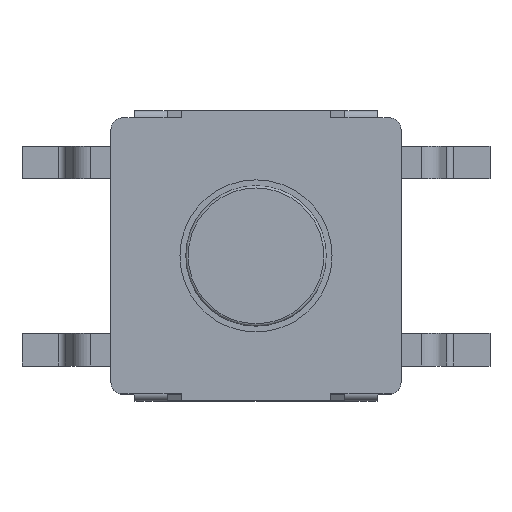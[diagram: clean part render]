
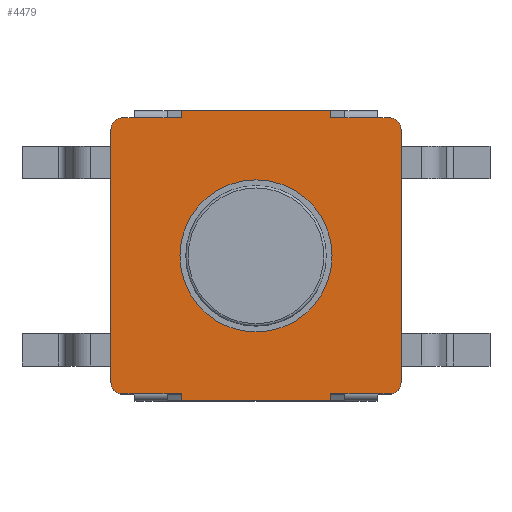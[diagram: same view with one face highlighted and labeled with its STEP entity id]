
A CAD part, top view. The second image highlights one B-rep face of the part: STEP entity #4479.
In plain terms, the highlighted planar face has unit normal (0, 0, 1).
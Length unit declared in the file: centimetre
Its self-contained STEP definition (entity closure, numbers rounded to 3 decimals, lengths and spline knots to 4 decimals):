
#33=FACE_BOUND('',#585,.T.);
#171=CIRCLE('',#4798,0.025);
#172=CIRCLE('',#4799,0.025);
#173=CIRCLE('',#4800,0.025);
#174=CIRCLE('',#4801,0.025);
#175=CIRCLE('',#4802,0.1625);
#326=FACE_OUTER_BOUND('',#584,.T.);
#584=EDGE_LOOP('',(#3286,#3287,#3288,#3289,#3290,#3291,#3292,#3293,#3294,
#3295,#3296,#3297,#3298,#3299,#3300,#3301,#3302,#3303,#3304,#3305,#3306,
#3307,#3308,#3309));
#585=EDGE_LOOP('',(#3310));
#944=LINE('',#6792,#1465);
#947=LINE('',#6798,#1468);
#950=LINE('',#6802,#1471);
#953=LINE('',#6808,#1474);
#954=LINE('',#6812,#1475);
#957=LINE('',#6816,#1478);
#959=LINE('',#6820,#1480);
#960=LINE('',#6823,#1481);
#962=LINE('',#6827,#1483);
#963=LINE('',#6829,#1484);
#964=LINE('',#6831,#1485);
#965=LINE('',#6835,#1486);
#966=LINE('',#6839,#1487);
#967=LINE('',#6840,#1488);
#968=LINE('',#6842,#1489);
#969=LINE('',#6844,#1490);
#970=LINE('',#6848,#1491);
#971=LINE('',#6852,#1492);
#972=LINE('',#6854,#1493);
#973=LINE('',#6855,#1494);
#1465=VECTOR('',#5458,1.);
#1468=VECTOR('',#5463,1.);
#1471=VECTOR('',#5468,1.);
#1474=VECTOR('',#5473,1.);
#1475=VECTOR('',#5476,1.);
#1478=VECTOR('',#5481,1.);
#1480=VECTOR('',#5485,1.);
#1481=VECTOR('',#5488,1.);
#1483=VECTOR('',#5492,1.);
#1484=VECTOR('',#5493,1.);
#1485=VECTOR('',#5494,1.);
#1486=VECTOR('',#5497,1.);
#1487=VECTOR('',#5500,1.);
#1488=VECTOR('',#5501,1.);
#1489=VECTOR('',#5502,1.);
#1490=VECTOR('',#5503,1.);
#1491=VECTOR('',#5506,1.);
#1492=VECTOR('',#5509,1.);
#1493=VECTOR('',#5510,1.);
#1494=VECTOR('',#5511,1.);
#1971=VERTEX_POINT('',#6790);
#1972=VERTEX_POINT('',#6791);
#1973=VERTEX_POINT('',#6796);
#1974=VERTEX_POINT('',#6797);
#1975=VERTEX_POINT('',#6804);
#1976=VERTEX_POINT('',#6806);
#1977=VERTEX_POINT('',#6810);
#1978=VERTEX_POINT('',#6811);
#1979=VERTEX_POINT('',#6818);
#1980=VERTEX_POINT('',#6822);
#1981=VERTEX_POINT('',#6826);
#1982=VERTEX_POINT('',#6828);
#1983=VERTEX_POINT('',#6830);
#1984=VERTEX_POINT('',#6832);
#1985=VERTEX_POINT('',#6834);
#1986=VERTEX_POINT('',#6836);
#1987=VERTEX_POINT('',#6838);
#1988=VERTEX_POINT('',#6841);
#1989=VERTEX_POINT('',#6843);
#1990=VERTEX_POINT('',#6845);
#1991=VERTEX_POINT('',#6847);
#1992=VERTEX_POINT('',#6849);
#1993=VERTEX_POINT('',#6851);
#1994=VERTEX_POINT('',#6853);
#1995=VERTEX_POINT('',#6856);
#2456=EDGE_CURVE('',#1971,#1972,#944,.T.);
#2459=EDGE_CURVE('',#1973,#1974,#947,.T.);
#2462=EDGE_CURVE('',#1974,#1971,#950,.T.);
#2465=EDGE_CURVE('',#1975,#1976,#953,.T.);
#2466=EDGE_CURVE('',#1977,#1978,#954,.T.);
#2469=EDGE_CURVE('',#1976,#1977,#957,.T.);
#2471=EDGE_CURVE('',#1972,#1979,#959,.T.);
#2472=EDGE_CURVE('',#1980,#1973,#960,.T.);
#2474=EDGE_CURVE('',#1981,#1978,#962,.T.);
#2475=EDGE_CURVE('',#1982,#1981,#963,.T.);
#2476=EDGE_CURVE('',#1983,#1982,#964,.T.);
#2477=EDGE_CURVE('',#1984,#1983,#171,.T.);
#2478=EDGE_CURVE('',#1984,#1985,#965,.T.);
#2479=EDGE_CURVE('',#1986,#1985,#172,.T.);
#2480=EDGE_CURVE('',#1986,#1987,#966,.T.);
#2481=EDGE_CURVE('',#1987,#1980,#967,.T.);
#2482=EDGE_CURVE('',#1979,#1988,#968,.T.);
#2483=EDGE_CURVE('',#1988,#1989,#969,.T.);
#2484=EDGE_CURVE('',#1990,#1989,#173,.T.);
#2485=EDGE_CURVE('',#1990,#1991,#970,.T.);
#2486=EDGE_CURVE('',#1992,#1991,#174,.T.);
#2487=EDGE_CURVE('',#1993,#1992,#971,.T.);
#2488=EDGE_CURVE('',#1994,#1993,#972,.T.);
#2489=EDGE_CURVE('',#1975,#1994,#973,.T.);
#2490=EDGE_CURVE('',#1995,#1995,#175,.T.);
#3286=ORIENTED_EDGE('',*,*,#2474,.F.);
#3287=ORIENTED_EDGE('',*,*,#2475,.F.);
#3288=ORIENTED_EDGE('',*,*,#2476,.F.);
#3289=ORIENTED_EDGE('',*,*,#2477,.F.);
#3290=ORIENTED_EDGE('',*,*,#2478,.T.);
#3291=ORIENTED_EDGE('',*,*,#2479,.F.);
#3292=ORIENTED_EDGE('',*,*,#2480,.T.);
#3293=ORIENTED_EDGE('',*,*,#2481,.T.);
#3294=ORIENTED_EDGE('',*,*,#2472,.T.);
#3295=ORIENTED_EDGE('',*,*,#2459,.T.);
#3296=ORIENTED_EDGE('',*,*,#2462,.T.);
#3297=ORIENTED_EDGE('',*,*,#2456,.T.);
#3298=ORIENTED_EDGE('',*,*,#2471,.T.);
#3299=ORIENTED_EDGE('',*,*,#2482,.T.);
#3300=ORIENTED_EDGE('',*,*,#2483,.T.);
#3301=ORIENTED_EDGE('',*,*,#2484,.F.);
#3302=ORIENTED_EDGE('',*,*,#2485,.T.);
#3303=ORIENTED_EDGE('',*,*,#2486,.F.);
#3304=ORIENTED_EDGE('',*,*,#2487,.F.);
#3305=ORIENTED_EDGE('',*,*,#2488,.F.);
#3306=ORIENTED_EDGE('',*,*,#2489,.F.);
#3307=ORIENTED_EDGE('',*,*,#2465,.T.);
#3308=ORIENTED_EDGE('',*,*,#2469,.T.);
#3309=ORIENTED_EDGE('',*,*,#2466,.T.);
#3310=ORIENTED_EDGE('',*,*,#2490,.T.);
#4273=PLANE('',#4797);
#4479=ADVANCED_FACE('',(#326,#33),#4273,.T.);
#4797=AXIS2_PLACEMENT_3D('',#6825,#5490,#5491);
#4798=AXIS2_PLACEMENT_3D('',#6833,#5495,#5496);
#4799=AXIS2_PLACEMENT_3D('',#6837,#5498,#5499);
#4800=AXIS2_PLACEMENT_3D('',#6846,#5504,#5505);
#4801=AXIS2_PLACEMENT_3D('',#6850,#5507,#5508);
#4802=AXIS2_PLACEMENT_3D('',#6857,#5512,#5513);
#5458=DIRECTION('',(0.,-1.,0.));
#5463=DIRECTION('',(0.,1.,0.));
#5468=DIRECTION('',(-1.,0.,0.));
#5473=DIRECTION('',(0.,-1.,0.));
#5476=DIRECTION('',(0.,1.,0.));
#5481=DIRECTION('',(1.,0.,0.));
#5485=DIRECTION('',(-1.,0.,0.));
#5488=DIRECTION('',(-1.,0.,0.));
#5490=DIRECTION('center_axis',(0.,0.,1.));
#5491=DIRECTION('ref_axis',(-1.,0.,0.));
#5492=DIRECTION('',(-1.,0.,0.));
#5493=DIRECTION('',(-1.,0.,0.));
#5494=DIRECTION('',(-1.,0.,0.));
#5495=DIRECTION('center_axis',(0.,0.,-1.));
#5496=DIRECTION('ref_axis',(0.707,-0.707,0.));
#5497=DIRECTION('',(0.,1.,0.));
#5498=DIRECTION('center_axis',(0.,0.,-1.));
#5499=DIRECTION('ref_axis',(0.707,0.707,0.));
#5500=DIRECTION('',(-1.,0.,0.));
#5501=DIRECTION('',(-1.,0.,0.));
#5502=DIRECTION('',(-1.,0.,0.));
#5503=DIRECTION('',(-1.,0.,0.));
#5504=DIRECTION('center_axis',(0.,0.,-1.));
#5505=DIRECTION('ref_axis',(-0.707,0.707,0.));
#5506=DIRECTION('',(0.,-1.,0.));
#5507=DIRECTION('center_axis',(0.,0.,-1.));
#5508=DIRECTION('ref_axis',(-0.707,-0.707,0.));
#5509=DIRECTION('',(-1.,0.,0.));
#5510=DIRECTION('',(-1.,0.,0.));
#5511=DIRECTION('',(-1.,0.,0.));
#5512=DIRECTION('center_axis',(0.,0.,-1.));
#5513=DIRECTION('ref_axis',(0.,1.,0.));
#6790=CARTESIAN_POINT('',(-0.16,0.31,0.26));
#6791=CARTESIAN_POINT('',(-0.16,0.295,0.26));
#6792=CARTESIAN_POINT('',(-0.16,0.31,0.26));
#6796=CARTESIAN_POINT('',(0.16,0.295,0.26));
#6797=CARTESIAN_POINT('',(0.16,0.31,0.26));
#6798=CARTESIAN_POINT('',(0.16,0.295,0.26));
#6802=CARTESIAN_POINT('',(0.16,0.31,0.26));
#6804=CARTESIAN_POINT('',(-0.16,-0.295,0.26));
#6806=CARTESIAN_POINT('',(-0.16,-0.31,0.26));
#6808=CARTESIAN_POINT('',(-0.16,-0.2946,0.26));
#6810=CARTESIAN_POINT('',(0.16,-0.31,0.26));
#6811=CARTESIAN_POINT('',(0.16,-0.295,0.26));
#6812=CARTESIAN_POINT('',(0.16,-0.31,0.26));
#6816=CARTESIAN_POINT('',(-0.16,-0.31,0.26));
#6818=CARTESIAN_POINT('',(-0.19,0.295,0.26));
#6820=CARTESIAN_POINT('',(0.,0.295,0.26));
#6822=CARTESIAN_POINT('',(0.19,0.295,0.26));
#6823=CARTESIAN_POINT('',(0.,0.295,0.26));
#6825=CARTESIAN_POINT('Origin',(0.,0.295,0.26));
#6826=CARTESIAN_POINT('',(0.19,-0.295,0.26));
#6827=CARTESIAN_POINT('',(0.,-0.295,0.26));
#6828=CARTESIAN_POINT('',(0.26,-0.295,0.26));
#6829=CARTESIAN_POINT('',(0.,-0.295,0.26));
#6830=CARTESIAN_POINT('',(0.285,-0.295,0.26));
#6831=CARTESIAN_POINT('',(0.,-0.295,0.26));
#6832=CARTESIAN_POINT('',(0.31,-0.27,0.26));
#6833=CARTESIAN_POINT('Origin',(0.285,-0.27,0.26));
#6834=CARTESIAN_POINT('',(0.31,0.27,0.26));
#6835=CARTESIAN_POINT('',(0.31,-0.295,0.26));
#6836=CARTESIAN_POINT('',(0.285,0.295,0.26));
#6837=CARTESIAN_POINT('Origin',(0.285,0.27,0.26));
#6838=CARTESIAN_POINT('',(0.26,0.295,0.26));
#6839=CARTESIAN_POINT('',(0.,0.295,0.26));
#6840=CARTESIAN_POINT('',(0.,0.295,0.26));
#6841=CARTESIAN_POINT('',(-0.26,0.295,0.26));
#6842=CARTESIAN_POINT('',(0.,0.295,0.26));
#6843=CARTESIAN_POINT('',(-0.285,0.295,0.26));
#6844=CARTESIAN_POINT('',(0.,0.295,0.26));
#6845=CARTESIAN_POINT('',(-0.31,0.27,0.26));
#6846=CARTESIAN_POINT('Origin',(-0.285,0.27,0.26));
#6847=CARTESIAN_POINT('',(-0.31,-0.27,0.26));
#6848=CARTESIAN_POINT('',(-0.31,-0.295,0.26));
#6849=CARTESIAN_POINT('',(-0.285,-0.295,0.26));
#6850=CARTESIAN_POINT('Origin',(-0.285,-0.27,0.26));
#6851=CARTESIAN_POINT('',(-0.26,-0.295,0.26));
#6852=CARTESIAN_POINT('',(0.,-0.295,0.26));
#6853=CARTESIAN_POINT('',(-0.19,-0.295,0.26));
#6854=CARTESIAN_POINT('',(0.,-0.295,0.26));
#6855=CARTESIAN_POINT('',(0.,-0.295,0.26));
#6856=CARTESIAN_POINT('',(0.,-0.1625,0.26));
#6857=CARTESIAN_POINT('Origin',(0.,0.,0.26));
